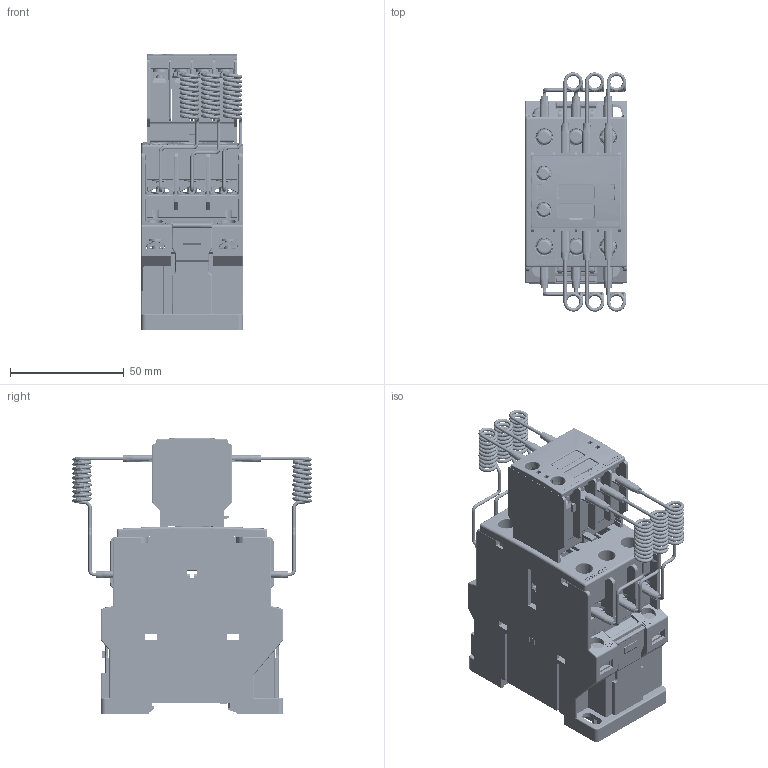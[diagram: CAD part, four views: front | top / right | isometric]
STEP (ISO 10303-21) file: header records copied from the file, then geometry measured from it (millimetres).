
FILE_DESCRIPTION((''),'2;1');
FILE_NAME('CEM25CK_004643810','2017-07-21T',('aljaz.cop'),('Audax d.o.o.'),'CREO PARAMETRIC BY PTC INC, 2015380','CREO PARAMETRIC BY PTC INC, 2015380','');
FILE_SCHEMA(('CONFIG_CONTROL_DESIGN'));
Products named in the file (1): CEM25CK_004643810
Bounding box: 44.73 x 105.3 x 121.64 mm (x, y, z)
Volume: 86657.3 mm3; surface area: 121900.5 mm2
Topology: 1 solids, 1 shells, 7016 faces, 21248 edges, 13914 vertices
Faces by surface type: plane 4894, cylinder 1444, extrusion 237, torus 216, bspline 119, cone 70, sphere 36
Entity records: 352101 total; most frequent: CARTESIAN_POINT 162575, ORIENTED_EDGE 42404, DIRECTION 35840, EDGE_CURVE 21202, VECTOR 16050, LINE 15813, VERTEX_POINT 13914, AXIS2_PLACEMENT_3D 9895
